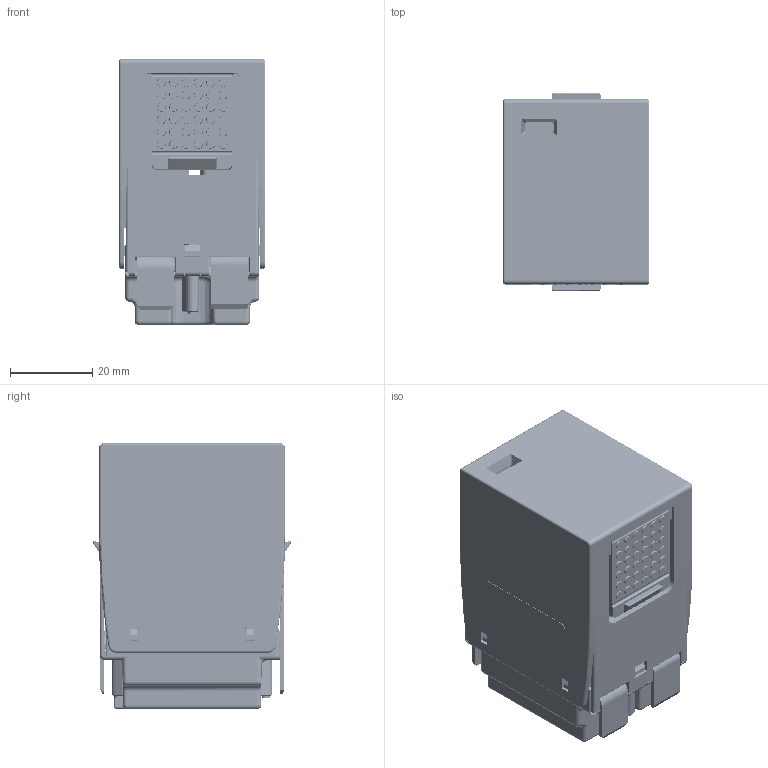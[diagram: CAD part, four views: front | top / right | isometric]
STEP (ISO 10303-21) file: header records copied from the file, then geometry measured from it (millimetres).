
FILE_DESCRIPTION(('CATIA V5 STEP Exchange'),'2;1');
FILE_NAME('OVR MOD 2TE DV grau.stp','2022-11-22T07:51:46+00:00',('none'),('none'),'CATIA Version 5-6 Release 2018 SP4 HF1','CATIA V5 STEP AP203','none');
FILE_SCHEMA(('CONFIG_CONTROL_DESIGN'));
Products named in the file (5): 1316786_C5A_A00_00_DV M2 TT 2P, OVR...1N...P TS, VPE24, ABB; 1316733_C5A_A00_00_DV MOD TT 2P 255, gr, gepr, unvp, ABB; 1305727_A00_06; 1308977_C5A_A00_05_Funkenstrecke Netz, DV M2, TT; 1305460_C5A_A00_07_Anschlussbügel,FS-Netz, Hakenh. 1TE,DVM2
Assembly tree (22 placements, depth 5):
  1316786_C5A_A00_00_DV M2 TT 2P, OVR...1N...P TS, VPE24, ABB
    1316733_C5A_A00_00_DV MOD TT 2P 255, gr, gepr, unvp, ABB
      #65
      #24655
      #55093
      #56493
      #57826
      #62787  x2
      1305727_A00_06
        #64773
        #166141
        #169184
      1308977_C5A_A00_05_Funkenstrecke Netz, DV M2, TT
        #177554
        1305460_C5A_A00_07_Anschlussbügel,FS-Netz, Hakenh. 1TE,DVM2
          #210277
          #211062
        #211860
        #244213
        #251404  x2
      #251958
Bounding box: 35.6 x 48 x 64.5 mm (x, y, z)
Volume: 34964.6 mm3; surface area: 71806.8 mm2
Topology: 18 solids, 512 shells, 7032 faces, 21065 edges, 14754 vertices
Faces by surface type: plane 3402, cone 1647, cylinder 1290, bspline 367, sphere 118, torus 104, revolution 72, extrusion 32
Entity records: 252199 total; most frequent: CARTESIAN_POINT 81868, ORIENTED_EDGE 38760, DIRECTION 25966, EDGE_CURVE 20734, VERTEX_POINT 14618, VECTOR 12577, LINE 12545, AXIS2_PLACEMENT_3D 8985
